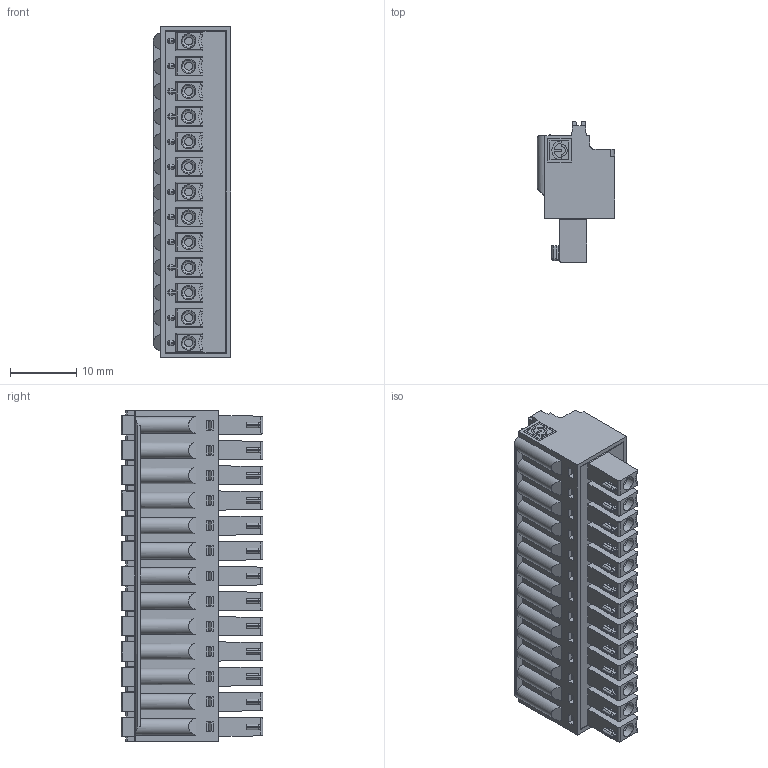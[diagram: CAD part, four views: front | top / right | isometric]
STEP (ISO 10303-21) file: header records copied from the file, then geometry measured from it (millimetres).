
FILE_DESCRIPTION(('STEP AP214'),'1');
FILE_NAME('SHM13-3,81-P.stp','2025-07-01T09:36:56',(' '),(' '),'Spatial InterOp 3D',' ',' ');
FILE_SCHEMA(('AUTOMOTIVE_DESIGN { 1 0 10303 214 1 1 1 1 }'));
Length unit declared in the file: metre
Products named in the file (1): 1751550352
Bounding box: 11.7 x 21.4 x 50.12 mm (x, y, z)
Volume: 7316.4 mm3; surface area: 5377.9 mm2
Topology: 1 solids, 1 shells, 1342 faces, 3682 edges, 2396 vertices
Faces by surface type: plane 944, cylinder 319, cone 39, sphere 26, torus 13, extrusion 1
Full cylindrical faces by diameter (mm): 1.2 x13, 3.078 x13
Entity records: 61691 total; most frequent: CARTESIAN_POINT 10112, ORIENTED_EDGE 7078, DIRECTION 6526, EDGE_CURVE 3539, STYLED_ITEM 2847, PRESENTATION_STYLE_ASSIGNMENT 2847, COLOUR_RGB 2847, VECTOR 2692
